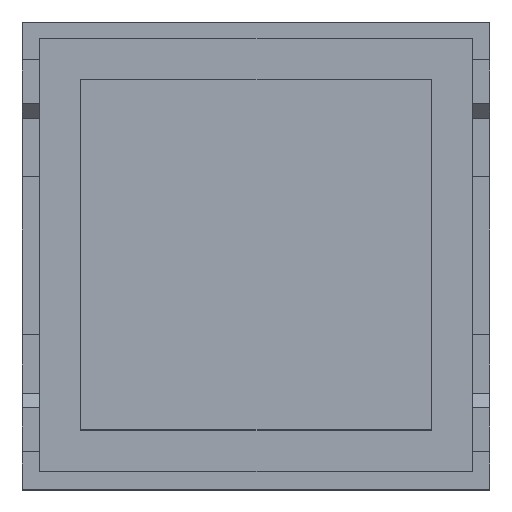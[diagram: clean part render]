
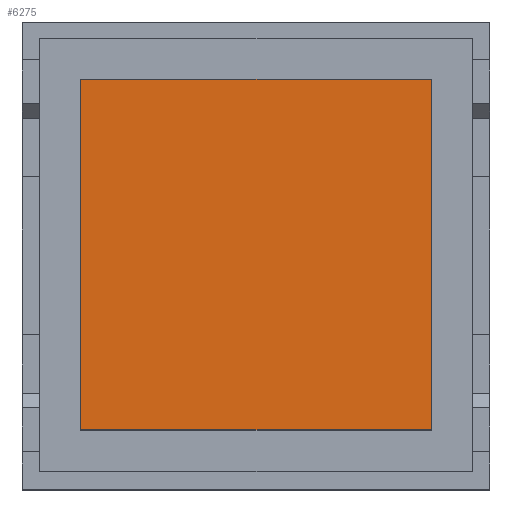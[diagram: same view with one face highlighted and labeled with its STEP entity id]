
A CAD part, top view. The second image highlights one B-rep face of the part: STEP entity #6275.
In plain terms, the highlighted planar face has unit normal (0, 0, 1).
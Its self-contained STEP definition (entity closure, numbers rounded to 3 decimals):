
#60=PLANE('',#6632);
#377=LINE('',#8706,#1249);
#381=LINE('',#8714,#1253);
#384=LINE('',#8720,#1256);
#387=LINE('',#8725,#1259);
#1249=VECTOR('',#7039,10.);
#1253=VECTOR('',#7045,10.);
#1256=VECTOR('',#7050,10.);
#1259=VECTOR('',#7055,10.);
#2138=FACE_OUTER_BOUND('',#2474,.T.);
#2474=EDGE_LOOP('',(#4489,#4490,#4491,#4492));
#2898=VERTEX_POINT('',#8704);
#2899=VERTEX_POINT('',#8705);
#2902=VERTEX_POINT('',#8713);
#2904=VERTEX_POINT('',#8719);
#3502=EDGE_CURVE('',#2898,#2899,#377,.T.);
#3506=EDGE_CURVE('',#2899,#2902,#381,.T.);
#3509=EDGE_CURVE('',#2902,#2904,#384,.T.);
#3512=EDGE_CURVE('',#2904,#2898,#387,.T.);
#4489=ORIENTED_EDGE('',*,*,#3502,.T.);
#4490=ORIENTED_EDGE('',*,*,#3506,.T.);
#4491=ORIENTED_EDGE('',*,*,#3509,.T.);
#4492=ORIENTED_EDGE('',*,*,#3512,.T.);
#6275=ADVANCED_FACE('',(#2138),#60,.T.);
#6632=AXIS2_PLACEMENT_3D('',#8768,#7095,#7096);
#7039=DIRECTION('',(0.,1.,0.));
#7045=DIRECTION('',(-1.,0.,0.));
#7050=DIRECTION('',(0.,-1.,0.));
#7055=DIRECTION('',(1.,0.,0.));
#7095=DIRECTION('center_axis',(0.,0.,
1.));
#7096=DIRECTION('ref_axis',(0.,-1.,0.));
#8704=CARTESIAN_POINT('',(3.,-3.,16.2));
#8705=CARTESIAN_POINT('',(3.,3.,16.2));
#8706=CARTESIAN_POINT('',(3.,1.5,16.2));
#8713=CARTESIAN_POINT('',(-3.,3.,16.2));
#8714=CARTESIAN_POINT('',(-1.5,3.,16.2));
#8719=CARTESIAN_POINT('',(-3.,-3.,16.2));
#8720=CARTESIAN_POINT('',(-3.,-1.5,16.2));
#8725=CARTESIAN_POINT('',(1.5,-3.,16.2));
#8768=CARTESIAN_POINT('Origin',(0.,0.,
16.2));
